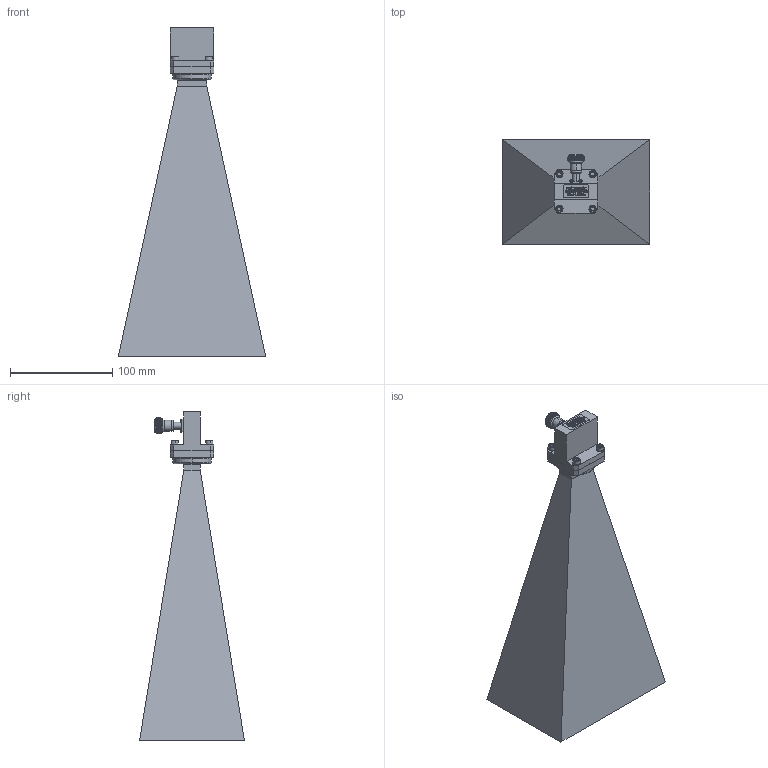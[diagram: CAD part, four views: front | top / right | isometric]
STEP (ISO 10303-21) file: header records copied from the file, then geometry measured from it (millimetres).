
FILE_DESCRIPTION (( 'STEP AP214' ), '1' );
FILE_NAME ('PE9857-NF-20.STEP', '2017-06-15T16:15:16', ( '' ), ( '' ), 'SwSTEP 2.0', 'SolidWorks 2014', '' );
FILE_SCHEMA (( 'AUTOMOTIVE_DESIGN' ));
Length unit declared in the file: inch
Products named in the file (4): PE9802; PE9857-NF-20; Copy of Hex Screw^PE9857-NF-20; PE9857-20
Assembly tree (6 placements, depth 2):
  PE9857-NF-20
    PE9857-20
    PE9802
    Copy of Hex Screw^PE9857-NF-20  x4
Bounding box: 144.15 x 102.62 x 321.44 mm (x, y, z)
Volume: 160489.4 mm3; surface area: 177327.9 mm2
Topology: 12 solids, 12 shells, 848 faces, 2508 edges, 1756 vertices
Faces by surface type: cylinder 445, plane 240, cone 108, bspline 47, torus 8
Entity records: 32840 total; most frequent: CARTESIAN_POINT 13146, ORIENTED_EDGE 3670, DIRECTION 2548, EDGE_CURVE 1835, VERTEX_POINT 1327, AXIS2_PLACEMENT_3D 893, VECTOR 762, LINE 762
